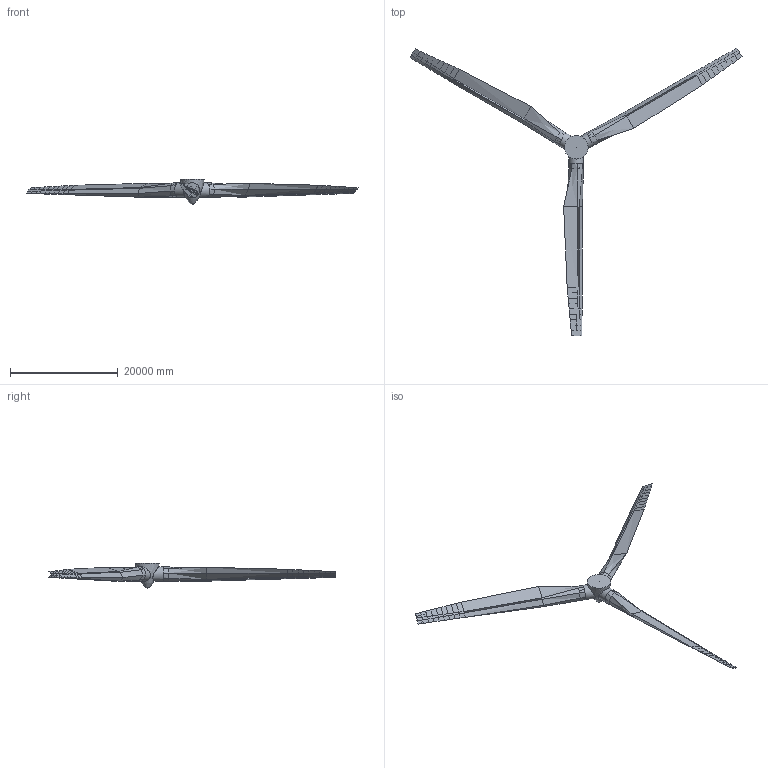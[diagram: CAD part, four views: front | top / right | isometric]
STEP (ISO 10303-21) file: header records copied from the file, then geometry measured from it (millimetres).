
FILE_DESCRIPTION(('FreeCAD Model'),'2;1');
FILE_NAME('Open CASCADE Shape Model','2023-02-22T21:30:12',(''),(''), 'Open CASCADE STEP processor 7.6','FreeCAD','Unknown');
FILE_SCHEMA(('AUTOMOTIVE_DESIGN { 1 0 10303 214 1 1 1 1 }'));
Length unit declared in the file: metre
Products named in the file (1): air
Bounding box: 61565.52 x 53391.01 x 4700 mm (x, y, z)
Volume: 318702952401.9 mm3; surface area: 885206778.7 mm2
Topology: 1 solids, 1 shells, 308 faces, 652 edges, 340 vertices
Faces by surface type: bspline 291, plane 12, cylinder 3, revolution 2
Full cylindrical faces by diameter (mm): 2700 x3
Entity records: 17666 total; most frequent: CARTESIAN_POINT 7048, ORIENTED_EDGE 1300, PCURVE 1300, DEFINITIONAL_REPRESENTATION 1300, B_SPLINE_CURVE_WITH_KNOTS 1060, DIRECTION 954, LINE 864, VECTOR 864
